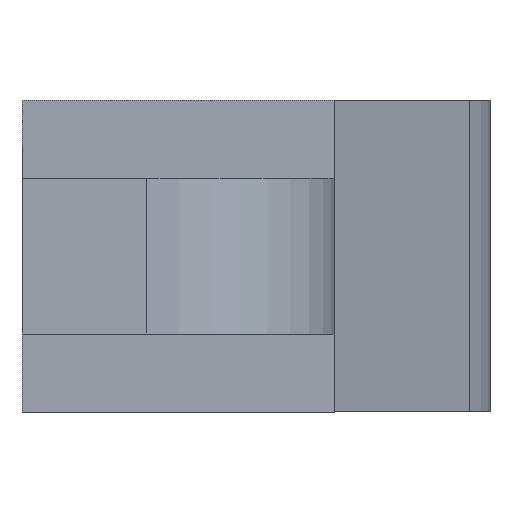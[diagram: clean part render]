
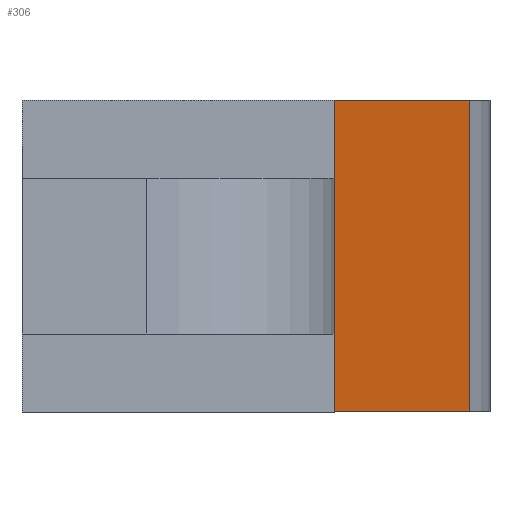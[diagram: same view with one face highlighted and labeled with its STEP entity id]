
A CAD part, left-side view. The second image highlights one B-rep face of the part: STEP entity #306.
In plain terms, the highlighted planar face has unit normal (-0.5, -0.866, 0).
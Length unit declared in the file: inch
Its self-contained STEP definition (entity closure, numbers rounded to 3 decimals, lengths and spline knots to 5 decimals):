
#27=FACE_OUTER_BOUND('',#45,.T.);
#45=EDGE_LOOP('',(#238,#239,#240,#241));
#74=LINE('',#494,#110);
#75=LINE('',#496,#111);
#76=LINE('',#498,#112);
#77=LINE('',#499,#113);
#110=VECTOR('',#405,0.3937);
#111=VECTOR('',#406,0.3937);
#112=VECTOR('',#407,0.3937);
#113=VECTOR('',#408,0.3937);
#150=VERTEX_POINT('',#492);
#151=VERTEX_POINT('',#493);
#152=VERTEX_POINT('',#495);
#153=VERTEX_POINT('',#497);
#184=EDGE_CURVE('',#150,#151,#74,.T.);
#185=EDGE_CURVE('',#152,#150,#75,.T.);
#186=EDGE_CURVE('',#153,#152,#76,.T.);
#187=EDGE_CURVE('',#151,#153,#77,.T.);
#238=ORIENTED_EDGE('',*,*,#184,.F.);
#239=ORIENTED_EDGE('',*,*,#185,.F.);
#240=ORIENTED_EDGE('',*,*,#186,.F.);
#241=ORIENTED_EDGE('',*,*,#187,.F.);
#292=PLANE('',#348);
#306=ADVANCED_FACE('',(#27),#292,.T.);
#348=AXIS2_PLACEMENT_3D('',#491,#403,#404);
#403=DIRECTION('center_axis',(-0.5,-0.866,0.));
#404=DIRECTION('ref_axis',(-0.866,0.5,0.));
#405=DIRECTION('',(0.866,-0.5,0.));
#406=DIRECTION('',(0.,0.,1.));
#407=DIRECTION('',(-0.866,0.5,0.));
#408=DIRECTION('',(0.,0.,-1.));
#491=CARTESIAN_POINT('Origin',(0.125,-0.46651,0.5));
#492=CARTESIAN_POINT('',(-0.25,-0.25,0.5));
#493=CARTESIAN_POINT('',(0.125,-0.46651,0.5));
#494=CARTESIAN_POINT('',(-0.25,-0.25,0.5));
#495=CARTESIAN_POINT('',(-0.25,-0.25,0.));
#496=CARTESIAN_POINT('',(-0.25,-0.25,0.25));
#497=CARTESIAN_POINT('',(0.125,-0.46651,0.));
#498=CARTESIAN_POINT('',(-0.25,-0.25,0.));
#499=CARTESIAN_POINT('',(0.125,-0.46651,0.5));
